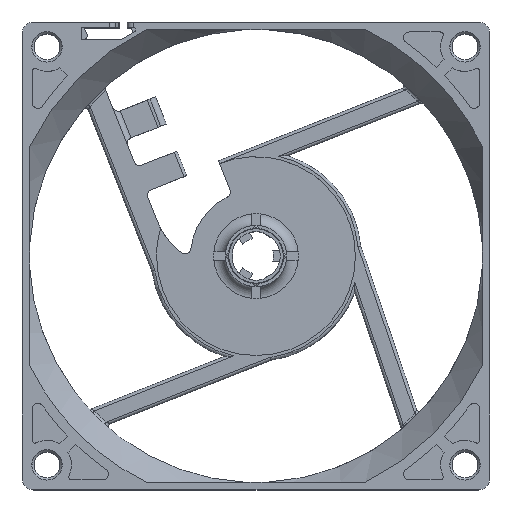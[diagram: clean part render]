
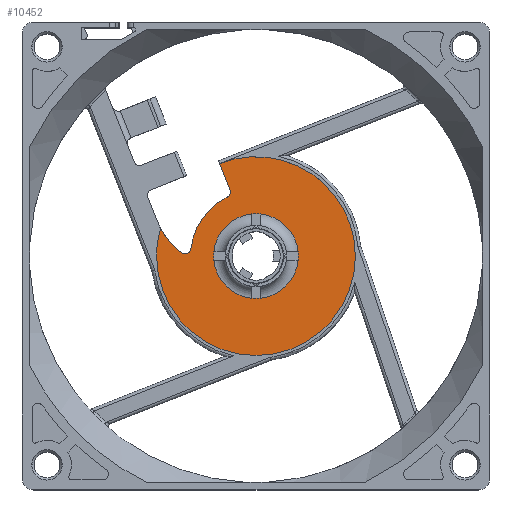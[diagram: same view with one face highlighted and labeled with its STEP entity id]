
A CAD part, top view. The second image highlights one B-rep face of the part: STEP entity #10452.
In plain terms, the highlighted planar face has unit normal (0, 0, 1).
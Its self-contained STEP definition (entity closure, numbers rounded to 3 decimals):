
#860=CARTESIAN_POINT('',(0.,0.,1.));
#861=DIRECTION('',(0.,0.,-1.));
#862=DIRECTION('',(-0.994,0.114,0.));
#863=AXIS2_PLACEMENT_3D('',#860,#861,#862);
#865=CARTESIAN_POINT('',(-5.39,10.945,1.));
#866=DIRECTION('',(0.,0.,1.));
#867=DIRECTION('',(0.442,-0.897,0.));
#868=AXIS2_PLACEMENT_3D('',#865,#866,#867);
#870=DIRECTION('',(-0.367,0.93,0.));
#871=VECTOR('',#870,4.841);
#872=CARTESIAN_POINT('',(-4.46,11.312,1.));
#873=LINE('',#872,#871);
#874=CARTESIAN_POINT('',(0.,0.,1.));
#875=DIRECTION('',(0.,0.,-1.));
#876=DIRECTION('',(-0.367,0.93,0.));
#877=AXIS2_PLACEMENT_3D('',#874,#875,#876);
#879=CARTESIAN_POINT('',(0.,0.,1.));
#880=DIRECTION('',(0.,0.,-1.));
#881=DIRECTION('',(1.,0.,0.));
#882=AXIS2_PLACEMENT_3D('',#879,#880,#881);
#884=CARTESIAN_POINT('',(0.,0.,1.));
#885=DIRECTION('',(0.,0.,-1.));
#886=DIRECTION('',(-1.,0.,0.));
#887=AXIS2_PLACEMENT_3D('',#884,#885,#886);
#889=CARTESIAN_POINT('',(-6.092,9.982,1.));
#890=DIRECTION('',(0.,0.,1.));
#891=DIRECTION('',(-0.89,-0.456,0.));
#892=AXIS2_PLACEMENT_3D('',#889,#890,#891);
#894=CARTESIAN_POINT('',(-12.121,1.385,1.));
#895=DIRECTION('',(0.,0.,1.));
#896=DIRECTION('',(-0.574,-0.819,0.));
#897=AXIS2_PLACEMENT_3D('',#894,#895,#896);
#899=CARTESIAN_POINT('',(0.,0.,1.));
#900=DIRECTION('',(0.,0.,1.));
#901=DIRECTION('',(-0.995,-0.103,0.));
#902=AXIS2_PLACEMENT_3D('',#899,#900,#901);
#904=CARTESIAN_POINT('',(0.,0.,1.));
#905=DIRECTION('',(0.,0.,1.));
#906=DIRECTION('',(-0.104,-0.995,0.));
#907=AXIS2_PLACEMENT_3D('',#904,#905,#906);
#909=CARTESIAN_POINT('',(0.,0.,1.));
#910=DIRECTION('',(0.,0.,1.));
#911=DIRECTION('',(0.,-1.,0.));
#912=AXIS2_PLACEMENT_3D('',#909,#910,#911);
#914=CARTESIAN_POINT('',(0.,0.,1.));
#915=DIRECTION('',(0.,0.,1.));
#916=DIRECTION('',(0.103,-0.995,0.));
#917=AXIS2_PLACEMENT_3D('',#914,#915,#916);
#919=CARTESIAN_POINT('',(0.,0.,1.));
#920=DIRECTION('',(0.,0.,1.));
#921=DIRECTION('',(0.995,-0.103,0.));
#922=AXIS2_PLACEMENT_3D('',#919,#920,#921);
#924=CARTESIAN_POINT('',(0.,0.,1.));
#925=DIRECTION('',(0.,0.,1.));
#926=DIRECTION('',(0.995,0.103,0.));
#927=AXIS2_PLACEMENT_3D('',#924,#925,#926);
#929=CARTESIAN_POINT('',(0.,0.,1.));
#930=DIRECTION('',(0.,0.,1.));
#931=DIRECTION('',(0.104,0.995,0.));
#932=AXIS2_PLACEMENT_3D('',#929,#930,#931);
#934=CARTESIAN_POINT('',(0.,0.,1.));
#935=DIRECTION('',(0.,0.,1.));
#936=DIRECTION('',(0.,1.,0.));
#937=AXIS2_PLACEMENT_3D('',#934,#935,#936);
#939=CARTESIAN_POINT('',(0.,0.,1.));
#940=DIRECTION('',(0.,0.,1.));
#941=DIRECTION('',(-0.103,0.995,0.));
#942=AXIS2_PLACEMENT_3D('',#939,#940,#941);
#944=CARTESIAN_POINT('',(0.,0.,1.));
#945=DIRECTION('',(0.,0.,1.));
#946=DIRECTION('',(-0.995,0.103,0.));
#947=AXIS2_PLACEMENT_3D('',#944,#945,#946);
#7870=CARTESIAN_POINT('',(-16.327,4.737,1.));
#7871=VERTEX_POINT('',#7870);
#7872=CARTESIAN_POINT('',(-6.235,15.815,1.));
#7873=VERTEX_POINT('',#7872);
#7874=CARTESIAN_POINT('',(-12.695,0.566,1.));
#7875=VERTEX_POINT('',#7874);
#7876=CARTESIAN_POINT('',(-11.128,1.272,1.));
#7877=VERTEX_POINT('',#7876);
#7878=CARTESIAN_POINT('',(-4.948,10.048,1.));
#7879=VERTEX_POINT('',#7878);
#7880=CARTESIAN_POINT('',(-4.46,11.312,1.));
#7881=VERTEX_POINT('',#7880);
#7882=CARTESIAN_POINT('',(17.,0.,1.));
#7883=VERTEX_POINT('',#7882);
#7884=CARTESIAN_POINT('',(-17.,0.,1.));
#7885=VERTEX_POINT('',#7884);
#7886=CARTESIAN_POINT('',(-7.211,-0.748,
1.));
#7887=CARTESIAN_POINT('',(-0.751,-7.211,
1.));
#7888=VERTEX_POINT('',#7886);
#7889=VERTEX_POINT('',#7887);
#7890=CARTESIAN_POINT('',(0.,-7.25,1.));
#7891=VERTEX_POINT('',#7890);
#7892=CARTESIAN_POINT('',(0.749,-7.211,1.));
#7893=VERTEX_POINT('',#7892);
#7894=CARTESIAN_POINT('',(7.212,-0.746,
1.));
#7895=VERTEX_POINT('',#7894);
#7896=CARTESIAN_POINT('',(7.211,0.748,1.));
#7897=VERTEX_POINT('',#7896);
#7898=CARTESIAN_POINT('',(0.751,7.211,
1.));
#7899=VERTEX_POINT('',#7898);
#7900=CARTESIAN_POINT('',(0.,7.25,1.));
#7901=VERTEX_POINT('',#7900);
#7902=CARTESIAN_POINT('',(-0.749,7.211,1.));
#7903=VERTEX_POINT('',#7902);
#7904=CARTESIAN_POINT('',(-7.212,0.746,
1.));
#7905=VERTEX_POINT('',#7904);
#10415=CARTESIAN_POINT('',(0.,-0.005,1.));
#10416=DIRECTION('',(0.,0.,1.));
#10417=DIRECTION('',(1.,0.,0.));
#10418=AXIS2_PLACEMENT_3D('',#10415,#10416,#10417);
#10419=PLANE('',#10418);
#10420=ORIENTED_EDGE('',*,*,#10395,.T.);
#10421=ORIENTED_EDGE('',*,*,#10410,.T.);
#10422=ORIENTED_EDGE('',*,*,#10328,.T.);
#10423=ORIENTED_EDGE('',*,*,#10351,.T.);
#10424=ORIENTED_EDGE('',*,*,#10349,.T.);
#10425=ORIENTED_EDGE('',*,*,#10347,.T.);
#10426=ORIENTED_EDGE('',*,*,#10365,.T.);
#10427=ORIENTED_EDGE('',*,*,#10382,.T.);
#10428=EDGE_LOOP('',(#10420,#10421,#10422,#10423,#10424,#10425,#10426,#10427));
#10429=FACE_OUTER_BOUND('',#10428,.F.);
#10431=ORIENTED_EDGE('',*,*,#10430,.T.);
#10433=ORIENTED_EDGE('',*,*,#10432,.T.);
#10435=ORIENTED_EDGE('',*,*,#10434,.T.);
#10437=ORIENTED_EDGE('',*,*,#10436,.T.);
#10439=ORIENTED_EDGE('',*,*,#10438,.T.);
#10441=ORIENTED_EDGE('',*,*,#10440,.T.);
#10443=ORIENTED_EDGE('',*,*,#10442,.T.);
#10445=ORIENTED_EDGE('',*,*,#10444,.T.);
#10447=ORIENTED_EDGE('',*,*,#10446,.T.);
#10449=ORIENTED_EDGE('',*,*,#10448,.T.);
#10450=EDGE_LOOP('',(#10431,#10433,#10435,#10437,#10439,#10441,#10443,#10445,
#10447,#10449));
#10451=FACE_BOUND('',#10450,.F.);
#10452=ADVANCED_FACE('',(#10429,#10451),#10419,.T.);
#864=CIRCLE('',#863,11.2);
#869=CIRCLE('',#868,1.);
#878=CIRCLE('',#877,17.);
#883=CIRCLE('',#882,17.);
#888=CIRCLE('',#887,17.);
#893=CIRCLE('',#892,11.5);
#898=CIRCLE('',#897,1.);
#903=CIRCLE('',#902,7.25);
#908=CIRCLE('',#907,7.25);
#913=CIRCLE('',#912,7.25);
#918=CIRCLE('',#917,7.25);
#923=CIRCLE('',#922,7.25);
#928=CIRCLE('',#927,7.25);
#933=CIRCLE('',#932,7.25);
#938=CIRCLE('',#937,7.25);
#943=CIRCLE('',#942,7.25);
#948=CIRCLE('',#947,7.25);
#10328=EDGE_CURVE('',#7881,#7873,#873,.T.);
#10347=EDGE_CURVE('',#7885,#7871,#888,.T.);
#10349=EDGE_CURVE('',#7883,#7885,#883,.T.);
#10351=EDGE_CURVE('',#7873,#7883,#878,.T.);
#10365=EDGE_CURVE('',#7871,#7875,#893,.T.);
#10382=EDGE_CURVE('',#7875,#7877,#898,.T.);
#10395=EDGE_CURVE('',#7877,#7879,#864,.T.);
#10410=EDGE_CURVE('',#7879,#7881,#869,.T.);
#10430=EDGE_CURVE('',#7888,#7889,#903,.T.);
#10432=EDGE_CURVE('',#7889,#7891,#908,.T.);
#10434=EDGE_CURVE('',#7891,#7893,#913,.T.);
#10436=EDGE_CURVE('',#7893,#7895,#918,.T.);
#10438=EDGE_CURVE('',#7895,#7897,#923,.T.);
#10440=EDGE_CURVE('',#7897,#7899,#928,.T.);
#10442=EDGE_CURVE('',#7899,#7901,#933,.T.);
#10444=EDGE_CURVE('',#7901,#7903,#938,.T.);
#10446=EDGE_CURVE('',#7903,#7905,#943,.T.);
#10448=EDGE_CURVE('',#7905,#7888,#948,.T.);
